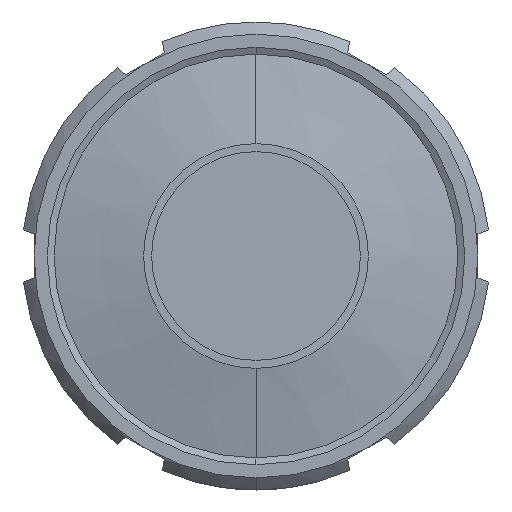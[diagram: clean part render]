
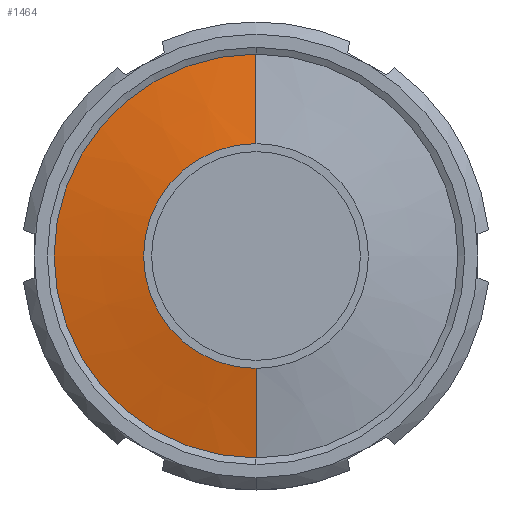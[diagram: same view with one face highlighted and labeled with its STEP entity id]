
A CAD part, left-side view. The second image highlights one B-rep face of the part: STEP entity #1464.
In plain terms, the highlighted conical face has half-angle 78.833 degrees and reference radius 14 mm.
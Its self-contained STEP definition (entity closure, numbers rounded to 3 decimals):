
#81 = CARTESIAN_POINT ( 'NONE',  ( -7.472, 0., -14. ) ) ;
#138 = AXIS2_PLACEMENT_3D ( 'NONE', #2054, #198, #1125 ) ;
#182 = VERTEX_POINT ( 'NONE', #915 ) ;
#198 = DIRECTION ( 'NONE',  ( 1., 0., 0. ) ) ;
#309 = LINE ( 'NONE', #1061, #656 ) ;
#338 = CIRCLE ( 'NONE', #138, 25.144 ) ;
#414 = VECTOR ( 'NONE', #838, 1000. ) ;
#579 = EDGE_LOOP ( 'NONE', ( #1664, #588, #821, #1872 ) ) ;
#588 = ORIENTED_EDGE ( 'NONE', *, *, #1580, .T. ) ;
#635 = LINE ( 'NONE', #2364, #414 ) ;
#656 = VECTOR ( 'NONE', #2400, 1000. ) ;
#791 = VERTEX_POINT ( 'NONE', #81 ) ;
#821 = ORIENTED_EDGE ( 'NONE', *, *, #2052, .F. ) ;
#838 = DIRECTION ( 'NONE',  ( 0.194, 0., 0.981 ) ) ;
#859 = EDGE_CURVE ( 'NONE', #791, #867, #1797, .T. ) ;
#867 = VERTEX_POINT ( 'NONE', #2000 ) ;
#915 = CARTESIAN_POINT ( 'NONE',  ( -5.272, 0., -25.144 ) ) ;
#990 = CARTESIAN_POINT ( 'NONE',  ( -7.472, 0., 0. ) ) ;
#1061 = CARTESIAN_POINT ( 'NONE',  ( -7.472, 0., -14. ) ) ;
#1125 = DIRECTION ( 'NONE',  ( 0., 0., -1. ) ) ;
#1127 = VERTEX_POINT ( 'NONE', #1133 ) ;
#1133 = CARTESIAN_POINT ( 'NONE',  ( -5.272, 0., 25.144 ) ) ;
#1279 = DIRECTION ( 'NONE',  ( 1., 0., 0. ) ) ;
#1427 = CARTESIAN_POINT ( 'NONE',  ( -7.472, 0., 0. ) ) ;
#1464 = ADVANCED_FACE ( 'NONE', ( #2274 ), #2036, .T. ) ;
#1580 = EDGE_CURVE ( 'NONE', #867, #1127, #635, .T. ) ;
#1664 = ORIENTED_EDGE ( 'NONE', *, *, #859, .T. ) ;
#1722 = DIRECTION ( 'NONE',  ( 0., 0., -1. ) ) ;
#1797 = CIRCLE ( 'NONE', #2034, 14. ) ;
#1872 = ORIENTED_EDGE ( 'NONE', *, *, #2341, .F. ) ;
#2000 = CARTESIAN_POINT ( 'NONE',  ( -7.472, 0., 14. ) ) ;
#2034 = AXIS2_PLACEMENT_3D ( 'NONE', #1427, #1279, #2398 ) ;
#2036 = CONICAL_SURFACE ( 'NONE', #2343, 14., 1.376 ) ;
#2052 = EDGE_CURVE ( 'NONE', #182, #1127, #338, .T. ) ;
#2054 = CARTESIAN_POINT ( 'NONE',  ( -5.272, 0., 0. ) ) ;
#2140 = DIRECTION ( 'NONE',  ( 1., 0., 0. ) ) ;
#2274 = FACE_OUTER_BOUND ( 'NONE', #579, .T. ) ;
#2341 = EDGE_CURVE ( 'NONE', #791, #182, #309, .T. ) ;
#2343 = AXIS2_PLACEMENT_3D ( 'NONE', #990, #2140, #1722 ) ;
#2364 = CARTESIAN_POINT ( 'NONE',  ( -7.472, 0., 14. ) ) ;
#2398 = DIRECTION ( 'NONE',  ( 0., 0., -1. ) ) ;
#2400 = DIRECTION ( 'NONE',  ( 0.194, 0., -0.981 ) ) ;
